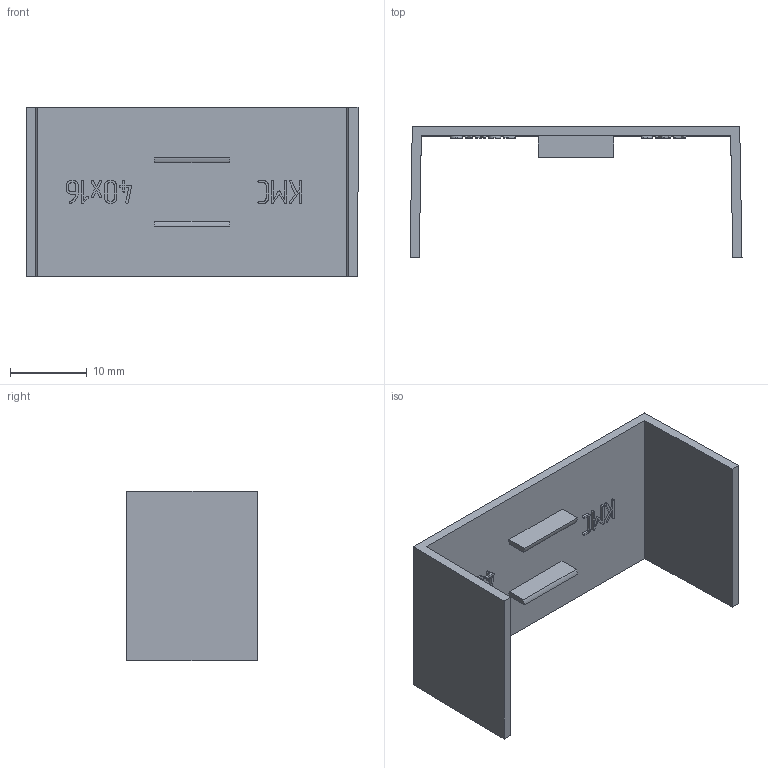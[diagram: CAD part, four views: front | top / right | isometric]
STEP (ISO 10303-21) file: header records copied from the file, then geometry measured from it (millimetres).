
FILE_DESCRIPTION (( 'STEP AP214' ), '1' );
FILE_NAME ('ÊÌÑ 40õ16 (2 î÷åðåäü)_èçì.1.STEP', '2016-06-22T13:39:17', ( '' ), ( '' ), 'SwSTEP 2.0', 'SolidWorks 2014', '' );
FILE_SCHEMA (( 'AUTOMOTIVE_DESIGN' ));
Length unit declared in the file: millimetre
Products named in the file (1): ÊÌÑ 40õ16 (2 î÷åðåäü)_èçì.1
Bounding box: 43.19 x 17 x 22 mm (x, y, z)
Volume: 1991.1 mm3; surface area: 3659.7 mm2
Topology: 1 solids, 1 shells, 229 faces, 630 edges, 420 vertices
Faces by surface type: plane 141, bspline 86, cylinder 2
Entity records: 9650 total; most frequent: CARTESIAN_POINT 4386, ORIENTED_EDGE 1260, DIRECTION 742, EDGE_CURVE 630, LINE 454, VECTOR 454, VERTEX_POINT 420, EDGE_LOOP 246
